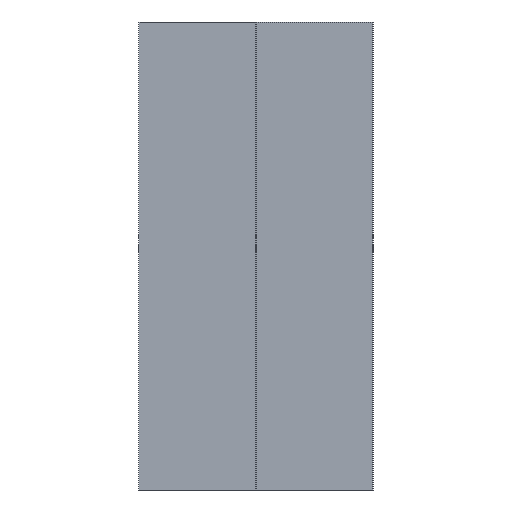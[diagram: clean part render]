
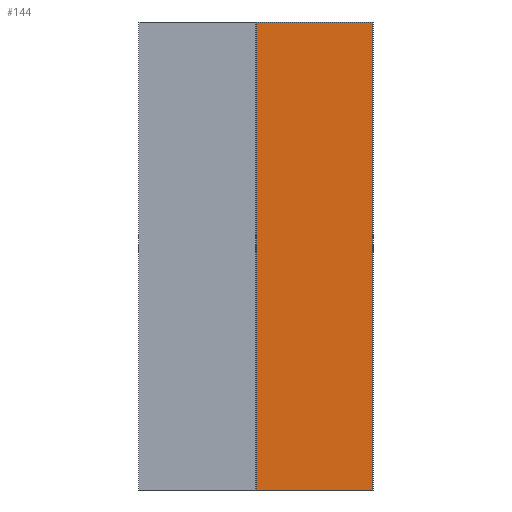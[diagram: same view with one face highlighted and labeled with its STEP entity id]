
A CAD part, left-side view. The second image highlights one B-rep face of the part: STEP entity #144.
In plain terms, the highlighted planar face has unit normal (-1, 0, 0).
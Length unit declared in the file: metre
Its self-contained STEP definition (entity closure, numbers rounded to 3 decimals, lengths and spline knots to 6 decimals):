
#18=FACE_OUTER_BOUND('',#26,.T.);
#26=EDGE_LOOP('',(#109,#110,#111,#112));
#40=LINE('',#234,#58);
#41=LINE('',#237,#59);
#42=LINE('',#239,#60);
#43=LINE('',#240,#61);
#58=VECTOR('',#194,0.01);
#59=VECTOR('',#197,0.01);
#60=VECTOR('',#198,0.01);
#61=VECTOR('',#199,0.01);
#73=VERTEX_POINT('',#230);
#74=VERTEX_POINT('',#232);
#75=VERTEX_POINT('',#236);
#76=VERTEX_POINT('',#238);
#88=EDGE_CURVE('',#73,#74,#40,.T.);
#89=EDGE_CURVE('',#75,#73,#41,.T.);
#90=EDGE_CURVE('',#76,#74,#42,.T.);
#91=EDGE_CURVE('',#75,#76,#43,.T.);
#109=ORIENTED_EDGE('',*,*,#89,.T.);
#110=ORIENTED_EDGE('',*,*,#88,.T.);
#111=ORIENTED_EDGE('',*,*,#90,.F.);
#112=ORIENTED_EDGE('',*,*,#91,.F.);
#136=PLANE('',#172);
#144=ADVANCED_FACE('',(#18),#136,.T.);
#172=AXIS2_PLACEMENT_3D('',#235,#195,#196);
#194=DIRECTION('',(0.,0.,1.));
#195=DIRECTION('center_axis',(-1.,0.,0.));
#196=DIRECTION('ref_axis',(0.,-1.,0.));
#197=DIRECTION('',(0.,-1.,0.));
#198=DIRECTION('',(0.,-1.,0.));
#199=DIRECTION('',(0.,0.,1.));
#230=CARTESIAN_POINT('',(1.,0.,0.));
#232=CARTESIAN_POINT('',(1.,0.,0.4));
#234=CARTESIAN_POINT('',(1.,0.,0.));
#235=CARTESIAN_POINT('Origin',(1.,0.1,0.));
#236=CARTESIAN_POINT('',(1.,0.1,0.));
#237=CARTESIAN_POINT('',(1.,0.1,0.));
#238=CARTESIAN_POINT('',(1.,0.1,0.4));
#239=CARTESIAN_POINT('',(1.,0.1,0.4));
#240=CARTESIAN_POINT('',(1.,0.1,0.));
